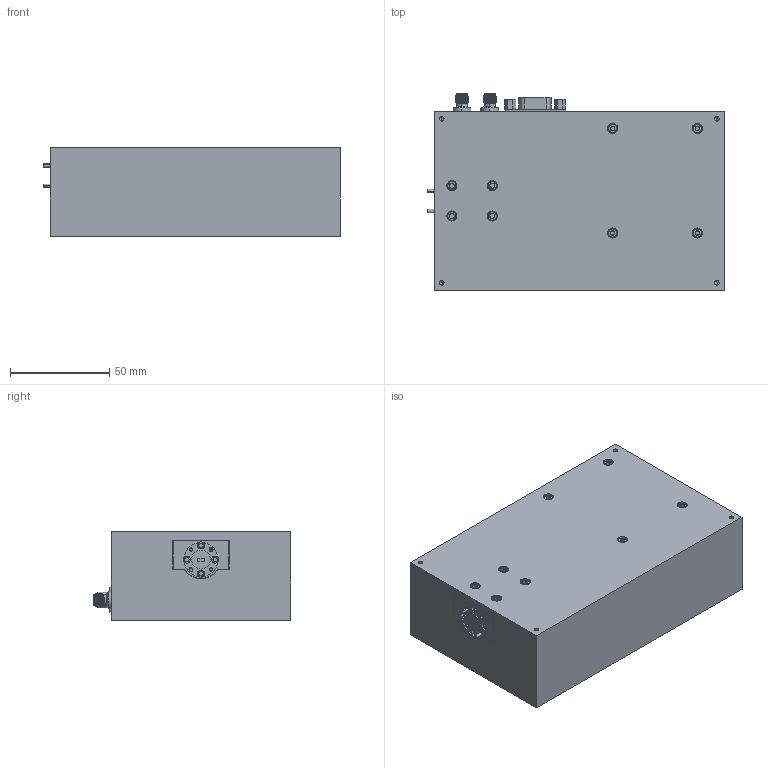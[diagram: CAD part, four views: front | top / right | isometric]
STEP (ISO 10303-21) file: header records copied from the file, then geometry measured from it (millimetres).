
FILE_DESCRIPTION (( 'STEP AP203' ), '1' );
FILE_NAME ('DMOP-12-101-A1.STEP', '2025-05-20T19:39:08', ( '' ), ( '' ), 'SwSTEP 2.0', 'SolidWorks 2021', '' );
FILE_SCHEMA (( 'CONFIG_CONTROL_DESIGN' ));
Products named in the file (1): DMOP-12-101-A1
Bounding box: 149.42 x 99.24 x 44.48 mm (x, y, z)
Volume: 601968.5 mm3; surface area: 93459.8 mm2
Topology: 42 solids, 42 shells, 2941 faces, 7619 edges, 4881 vertices
Faces by surface type: cylinder 1065, plane 1015, bspline 450, cone 409, torus 2
Entity records: 154334 total; most frequent: CARTESIAN_POINT 89882, ORIENTED_EDGE 15118, DIRECTION 11090, EDGE_CURVE 7559, VERTEX_POINT 4881, AXIS2_PLACEMENT_3D 3844, LINE 3402, VECTOR 3402
